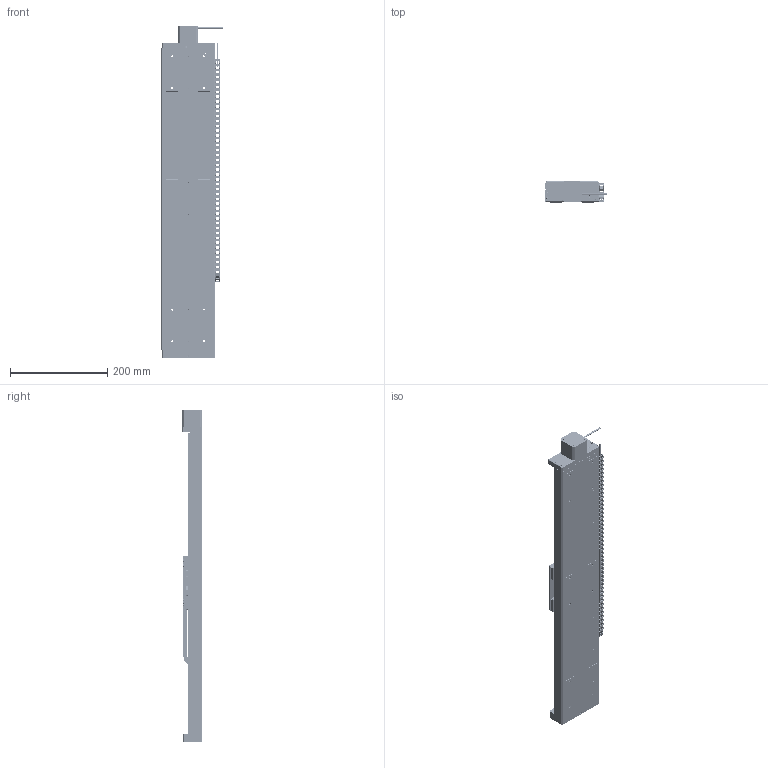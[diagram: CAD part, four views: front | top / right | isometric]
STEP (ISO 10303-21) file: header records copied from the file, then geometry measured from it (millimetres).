
FILE_DESCRIPTION (( 'STEP AP214' ), '1' );
FILE_NAME ('PPS-110-24X16.STEP', '2023-03-03T00:52:16', ( '' ), ( '' ), 'SwSTEP 2.0', 'SolidWorks 2020', '' );
FILE_SCHEMA (( 'AUTOMOTIVE_DESIGN' ));
Length unit declared in the file: millimetre
Products named in the file (61): 20; Cable Chain exit cable_MOTOR+LIMIT VACUUM; 130242 Bearing, Slide Rail, PPS-110 (SEBS9B Track)_500mm; 34; 47; 33; Screw, SHCS-S, M-DIN._M3 x 0.5 x 18mm; 50; 4; 40; 130242 Bearing, Slide Rail, PPS-110 (SEBS9B Slide); 28; PPS-110, Base, Master Part_500mm Stepper & Piezo; 35; 42; PPS-110 Base Demo Assembly_2022_500mm Travel Stepper Motor, LIN, HV; 30; Screw, SHCS-S, M-DIN._M3 x 0.5 x 12mm; 56; 48; 430714 PPS-110, Carriage Cable Cover; 54; Screw, SHCS-S, M-DIN._M3 x 0.5 x 08mm; 39; Screw, SHCS-L, M-DIN_M3 x 0.5 x 06mm; 24; 49; 25; 23; 36; 110208-101 Motor, Stepper, Lin Size 17, 4118S-04P, Reduced Shaft 17mm, Vacuum; IGUS E3-3 7w 15br_500mm; 21; 37; 44; 52; SCREW, MS-PPH, M-JCIS 1_M1.6 x 0.35 x 3mm; 41; 430710 PPS-110, Carriage, L110, Linear and Stepper Motor; 5 ...
Assembly tree (178 placements, depth 3):
  PPS-110-24X16
    PPS-110 Base Demo Assembly_2022_500mm Travel Stepper Motor, LIN, HV
      PPS-110, Base, Master Part_500mm Stepper & Piezo
      Screw, SHCS-S, M-DIN._M3 x 0.5 x 08mm  x62
      130242 Bearing, Slide Rail, PPS-110 (SEBS9B Track)_500mm  x2
      430866 PPS-110, End Plate, Bearing Side, No Cover, Stepper Motor_Without cover
      Screw, SHCS-S, M-DIN._M3 x 0.5 x 18mm  x4
      430802 PPS-110, End Plate, Motor Side, S17 Vacuum Stepper Motor_Without Cover
      Screw, SHCS-S, M-DIN._M3 x 0.5 x 12mm  x8
      110208-101 Motor, Stepper, Lin Size 17, 4118S-04P, Reduced Shaft 17mm, Vacuum
    PPS-110 Carriage Demo Assembly_2022_Stepper Motor Carriage (Leadscrew)
      430710 PPS-110, Carriage, L110, Linear and Stepper Motor
      430714 PPS-110, Carriage Cable Cover
      SCREW, MS-PPH, M-JCIS 1_M1.6 x 0.35 x 3mm  x10
      130242 Bearing, Slide Rail, PPS-110 (SEBS9B Slide)  x4
      Screw, SHCS-L, M-DIN_M3 x 0.5 x 06mm  x16
    IGUS E3-3 7w 15br_500mm
      1
      2
      3
      4
      5
      20
      21
      22
      23
      24
      25
      26
      27
      28
      29
      30
      31
      32
      33
      34
      35
      36
      37
      38
      39
      40
      41
      42
      43
      44
      45
      46
      47
      48
      53
      49
      50
      51
      52
      54
      55
      56
      57  x19
Bounding box: 126.33 x 42.6 x 682 mm (x, y, z)
Volume: 1217422.1 mm3; surface area: 396611.1 mm2
Topology: 175 solids, 175 shells, 7802 faces, 18827 edges, 11694 vertices
Faces by surface type: plane 3916, cylinder 2524, torus 780, cone 582
Entity records: 143447 total; most frequent: DIRECTION 21102, CARTESIAN_POINT 20211, ORIENTED_EDGE 19258, EDGE_CURVE 9629, AXIS2_PLACEMENT_3D 7575, VERTEX_POINT 6272, VECTOR 5952, LINE 5952
